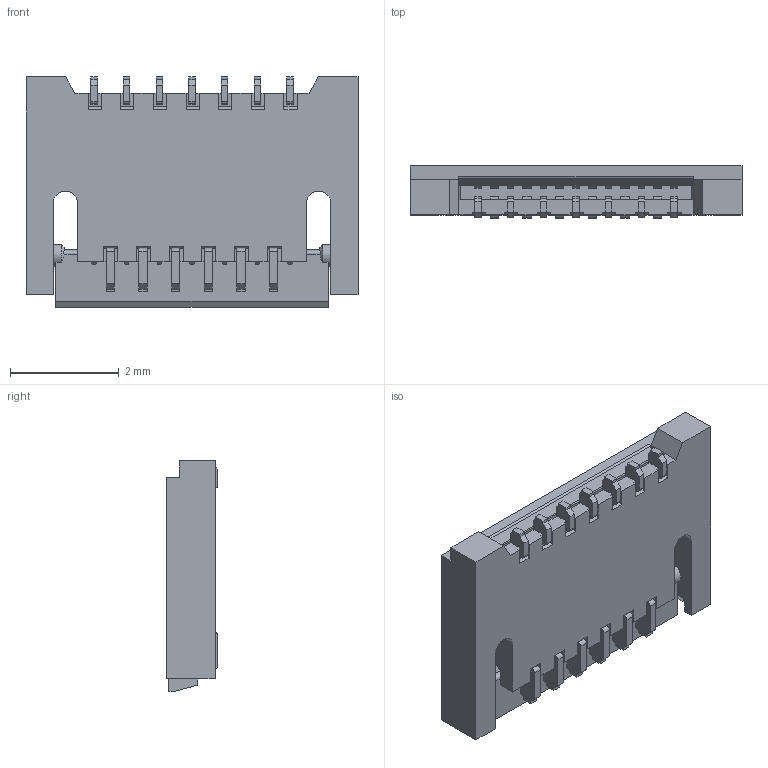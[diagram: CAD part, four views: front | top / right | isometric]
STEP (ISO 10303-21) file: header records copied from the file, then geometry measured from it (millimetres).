
FILE_DESCRIPTION(/* description */ (''),/* implementation_level */ '2;1');
FILE_NAME(/* name */ '',/* time_stamp */ '',/* author */ (''),/* organization */ (''),/* preprocessor_version */ '',/* originating_system */ '',/* authorisation */ '');
FILE_SCHEMA (('AUTOMOTIVE_DESIGN { 1 0 10303 214 3 1 1 }'));
Length unit declared in the file: millimetre
Products named in the file (2): DDK FF12-13A-R11AL-3H; DDK FF12-13A-R11AL-3H_1
Assembly tree (1 placements, depth 2):
  DDK FF12-13A-R11AL-3H
    DDK FF12-13A-R11AL-3H_1
Bounding box: 6.1 x 0.95 x 4.23 mm (x, y, z)
Volume: 16 mm3; surface area: 101.9 mm2
Topology: 1 solids, 1 shells, 506 faces, 1633 edges, 1082 vertices
Faces by surface type: plane 432, cylinder 72, cone 2
Full cylindrical faces by diameter (mm): 0.4 x2
Entity records: 17994 total; most frequent: ORIENTED_EDGE 3258, CARTESIAN_POINT 3246, DIRECTION 2791, EDGE_CURVE 1629, LINE 1473, VECTOR 1473, VERTEX_POINT 1080, AXIS2_PLACEMENT_3D 659
